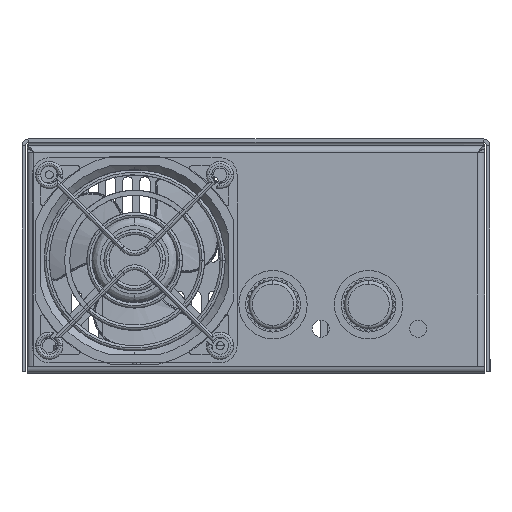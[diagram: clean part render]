
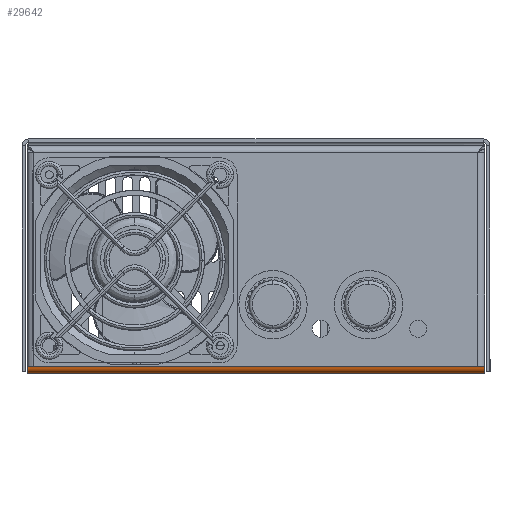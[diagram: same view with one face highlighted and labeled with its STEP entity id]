
A CAD part, left-side view. The second image highlights one B-rep face of the part: STEP entity #29642.
In plain terms, the highlighted cylindrical face has radius 2 mm (diameter 4 mm), a partial arc.
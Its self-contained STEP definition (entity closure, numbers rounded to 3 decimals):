
#1076 = EDGE_CURVE ( 'NONE', #31600, #1477, #17006, .T. ) ;
#1477 = VERTEX_POINT ( 'NONE', #5059 ) ;
#3065 = VERTEX_POINT ( 'NONE', #59439 ) ;
#4023 = ORIENTED_EDGE ( 'NONE', *, *, #32727, .F. ) ;
#4323 = CARTESIAN_POINT ( 'NONE',  ( -134.75, -134., -1. ) ) ;
#4491 = LINE ( 'NONE', #27862, #61937 ) ;
#5059 = CARTESIAN_POINT ( 'NONE',  ( -134.75, 0., -1. ) ) ;
#6313 = AXIS2_PLACEMENT_3D ( 'NONE', #52075, #40161, #28188 ) ;
#8791 = DIRECTION ( 'NONE',  ( -1., 0., 0. ) ) ;
#10368 = EDGE_CURVE ( 'NONE', #1477, #23733, #29602, .T. ) ;
#11635 = LINE ( 'NONE', #17743, #73028 ) ;
#12197 = LINE ( 'NONE', #48314, #20652 ) ;
#12482 = VERTEX_POINT ( 'NONE', #60388 ) ;
#15250 = AXIS2_PLACEMENT_3D ( 'NONE', #32246, #72605, #8791 ) ;
#17006 = LINE ( 'NONE', #27771, #42185 ) ;
#17743 = CARTESIAN_POINT ( 'NONE',  ( -136.75, -134., 1. ) ) ;
#18800 = DIRECTION ( 'NONE',  ( 0., -1., 0. ) ) ;
#19252 = EDGE_LOOP ( 'NONE', ( #4023, #62643, #50992, #58543, #20794, #71138, #73856, #30897 ) ) ;
#19507 = CARTESIAN_POINT ( 'NONE',  ( -136.75, 0., 1. ) ) ;
#20394 = AXIS2_PLACEMENT_3D ( 'NONE', #72254, #18800, #36139 ) ;
#20630 = VERTEX_POINT ( 'NONE', #30265 ) ;
#20652 = VECTOR ( 'NONE', #30207, 1000. ) ;
#20794 = ORIENTED_EDGE ( 'NONE', *, *, #30122, .T. ) ;
#23733 = VERTEX_POINT ( 'NONE', #67721 ) ;
#24243 = DIRECTION ( 'NONE',  ( 0., 1., 0. ) ) ;
#24466 = DIRECTION ( 'NONE',  ( 0., 1., 0. ) ) ;
#25826 = VECTOR ( 'NONE', #24466, 1000. ) ;
#27771 = CARTESIAN_POINT ( 'NONE',  ( -134.75, -0.1, -1. ) ) ;
#27862 = CARTESIAN_POINT ( 'NONE',  ( -136.75, 0., 1. ) ) ;
#28188 = DIRECTION ( 'NONE',  ( 0., 0., -1. ) ) ;
#29602 = CIRCLE ( 'NONE', #6313, 2. ) ;
#29642 = ADVANCED_FACE ( 'NONE', ( #44198 ), #31867, .T. ) ;
#30122 = EDGE_CURVE ( 'NONE', #69428, #23733, #11635, .T. ) ;
#30207 = DIRECTION ( 'NONE',  ( 0., 1., 0. ) ) ;
#30265 = CARTESIAN_POINT ( 'NONE',  ( -136.75, -134., 1. ) ) ;
#30897 = ORIENTED_EDGE ( 'NONE', *, *, #63617, .F. ) ;
#31600 = VERTEX_POINT ( 'NONE', #70141 ) ;
#31867 = CYLINDRICAL_SURFACE ( 'NONE', #15250, 2. ) ;
#32246 = CARTESIAN_POINT ( 'NONE',  ( -134.75, -134., 1. ) ) ;
#32727 = EDGE_CURVE ( 'NONE', #37902, #3065, #33511, .T. ) ;
#33511 = LINE ( 'NONE', #4323, #52464 ) ;
#36139 = DIRECTION ( 'NONE',  ( 0., 0., -1. ) ) ;
#37902 = VERTEX_POINT ( 'NONE', #55694 ) ;
#39367 = DIRECTION ( 'NONE',  ( 0., 1., 0. ) ) ;
#40161 = DIRECTION ( 'NONE',  ( 0., 1., 0. ) ) ;
#42185 = VECTOR ( 'NONE', #39367, 1000. ) ;
#44198 = FACE_OUTER_BOUND ( 'NONE', #19252, .T. ) ;
#44677 = DIRECTION ( 'NONE',  ( 0., 1., 0. ) ) ;
#45294 = EDGE_CURVE ( 'NONE', #20630, #12482, #65640, .T. ) ;
#48314 = CARTESIAN_POINT ( 'NONE',  ( -134.75, -134., -1. ) ) ;
#50987 = DIRECTION ( 'NONE',  ( 0., 1., 0. ) ) ;
#50992 = ORIENTED_EDGE ( 'NONE', *, *, #45294, .T. ) ;
#52075 = CARTESIAN_POINT ( 'NONE',  ( -134.75, 0., 1. ) ) ;
#52464 = VECTOR ( 'NONE', #44677, 1000. ) ;
#53563 = CIRCLE ( 'NONE', #20394, 2. ) ;
#55694 = CARTESIAN_POINT ( 'NONE',  ( -134.75, -134., -1. ) ) ;
#58543 = ORIENTED_EDGE ( 'NONE', *, *, #61466, .T. ) ;
#59439 = CARTESIAN_POINT ( 'NONE',  ( -134.75, -133.9, -1. ) ) ;
#60388 = CARTESIAN_POINT ( 'NONE',  ( -136.75, -132., 1. ) ) ;
#61466 = EDGE_CURVE ( 'NONE', #12482, #69428, #4491, .T. ) ;
#61937 = VECTOR ( 'NONE', #50987, 1000. ) ;
#62643 = ORIENTED_EDGE ( 'NONE', *, *, #73165, .F. ) ;
#63617 = EDGE_CURVE ( 'NONE', #3065, #31600, #12197, .T. ) ;
#65640 = LINE ( 'NONE', #19507, #25826 ) ;
#67721 = CARTESIAN_POINT ( 'NONE',  ( -136.75, 0., 1. ) ) ;
#69428 = VERTEX_POINT ( 'NONE', #71015 ) ;
#70141 = CARTESIAN_POINT ( 'NONE',  ( -134.75, -0.1, -1. ) ) ;
#71015 = CARTESIAN_POINT ( 'NONE',  ( -136.75, -2., 1. ) ) ;
#71138 = ORIENTED_EDGE ( 'NONE', *, *, #10368, .F. ) ;
#72254 = CARTESIAN_POINT ( 'NONE',  ( -134.75, -134., 1. ) ) ;
#72605 = DIRECTION ( 'NONE',  ( 0., -1., 0. ) ) ;
#73028 = VECTOR ( 'NONE', #24243, 1000. ) ;
#73165 = EDGE_CURVE ( 'NONE', #20630, #37902, #53563, .T. ) ;
#73856 = ORIENTED_EDGE ( 'NONE', *, *, #1076, .F. ) ;
